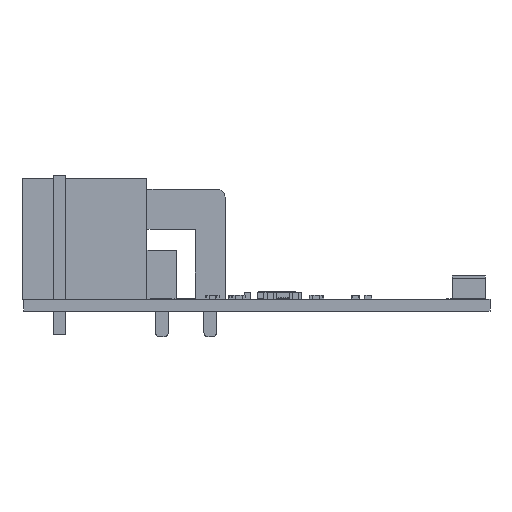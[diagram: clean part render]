
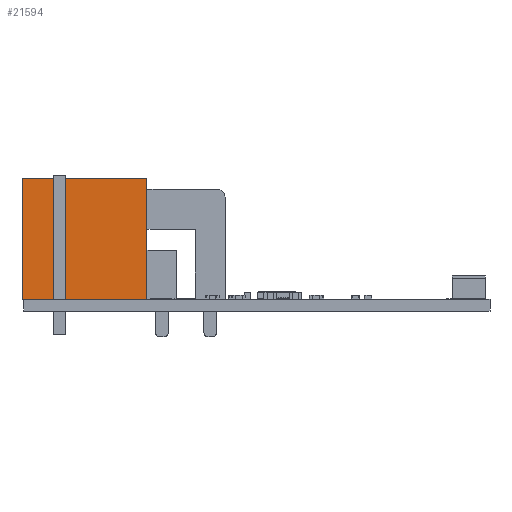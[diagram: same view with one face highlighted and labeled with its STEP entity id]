
A CAD part, front view. The second image highlights one B-rep face of the part: STEP entity #21594.
In plain terms, the highlighted face is planar.
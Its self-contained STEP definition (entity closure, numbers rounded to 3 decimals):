
#2029=PLANE('',#23460);
#3029=FACE_OUTER_BOUND('',#4710,.T.);
#4710=EDGE_LOOP('',(#19931,#19932,#19933,#19934));
#6807=LINE('',#34938,#8950);
#6810=LINE('',#34944,#8953);
#6814=LINE('',#34951,#8957);
#6815=LINE('',#34953,#8958);
#8950=VECTOR('',#28959,10.);
#8953=VECTOR('',#28964,10.);
#8957=VECTOR('',#28970,10.);
#8958=VECTOR('',#28973,10.);
#11578=VERTEX_POINT('',#34935);
#11579=VERTEX_POINT('',#34937);
#11581=VERTEX_POINT('',#34943);
#11583=VERTEX_POINT('',#34948);
#14367=EDGE_CURVE('',#11579,#11578,#6807,.T.);
#14370=EDGE_CURVE('',#11581,#11579,#6810,.T.);
#14374=EDGE_CURVE('',#11583,#11581,#6814,.T.);
#14375=EDGE_CURVE('',#11578,#11583,#6815,.T.);
#19931=ORIENTED_EDGE('',*,*,#14375,.T.);
#19932=ORIENTED_EDGE('',*,*,#14374,.T.);
#19933=ORIENTED_EDGE('',*,*,#14370,.T.);
#19934=ORIENTED_EDGE('',*,*,#14367,.T.);
#21594=ADVANCED_FACE('',(#3029),#2029,.T.);
#23460=AXIS2_PLACEMENT_3D('',#34955,#28975,#28976);
#28959=DIRECTION('',(0.,0.,-1.));
#28964=DIRECTION('',(0.,-1.,0.));
#28970=DIRECTION('',(0.,0.,1.));
#28973=DIRECTION('',(0.,1.,0.));
#28975=DIRECTION('center_axis',(1.,0.,0.));
#28976=DIRECTION('ref_axis',(0.,1.,0.));
#34935=CARTESIAN_POINT('',(1.55,-5.,0.));
#34937=CARTESIAN_POINT('',(1.55,-5.,15.5));
#34938=CARTESIAN_POINT('',(1.55,-5.,0.));
#34943=CARTESIAN_POINT('',(1.55,11.,15.5));
#34944=CARTESIAN_POINT('',(1.55,-5.,15.5));
#34948=CARTESIAN_POINT('',(1.55,11.,0.));
#34951=CARTESIAN_POINT('',(1.55,11.,15.5));
#34953=CARTESIAN_POINT('',(1.55,11.,0.));
#34955=CARTESIAN_POINT('Origin',(1.55,3.,7.75));
